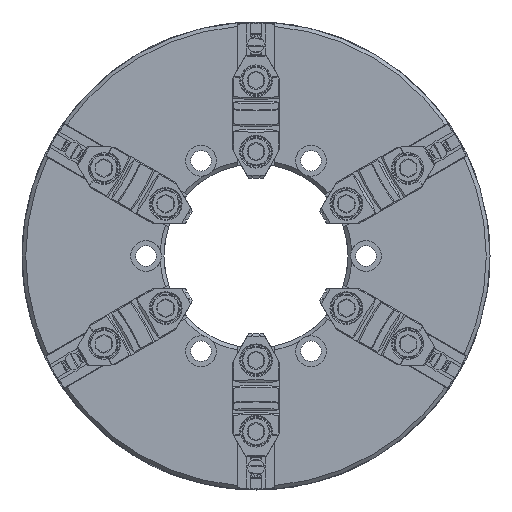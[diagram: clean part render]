
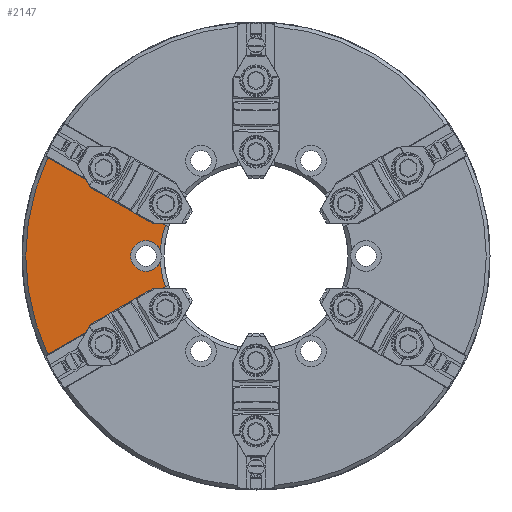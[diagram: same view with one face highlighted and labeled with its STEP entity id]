
A CAD part, front view. The second image highlights one B-rep face of the part: STEP entity #2147.
In plain terms, the highlighted planar face has unit normal (0, -1, 0).
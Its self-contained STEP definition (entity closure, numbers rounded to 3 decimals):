
#328 = DIRECTION ( 'NONE',  ( 0., 1., 0. ) ) ;
#599 = ORIENTED_EDGE ( 'NONE', *, *, #5968, .T. ) ;
#1509 = CARTESIAN_POINT ( 'NONE',  ( -164.408, 6.53, 516.5 ) ) ;
#1720 = CIRCLE ( 'NONE', #10834, 102.307 ) ;
#2131 = AXIS2_PLACEMENT_3D ( 'NONE', #13865, #3321, #6334 ) ;
#2147 = ADVANCED_FACE ( 'NONE', ( #12085 ), #9582, .F. ) ;
#2936 = CARTESIAN_POINT ( 'NONE',  ( -149.039, 6.53, 493.997 ) ) ;
#3321 = DIRECTION ( 'NONE',  ( 0., -1., 0. ) ) ;
#3340 = ORIENTED_EDGE ( 'NONE', *, *, #14633, .T. ) ;
#3777 = CARTESIAN_POINT ( 'NONE',  ( -46.908, 6.53, 500. ) ) ;
#3994 = EDGE_LOOP ( 'NONE', ( #6863, #7986, #15049, #8202, #3340, #26596, #599, #19937 ) ) ;
#4021 = DIRECTION ( 'NONE',  ( 0., 0., -1. ) ) ;
#4094 = VERTEX_POINT ( 'NONE', #32665 ) ;
#5865 = VERTEX_POINT ( 'NONE', #2936 ) ;
#5968 = EDGE_CURVE ( 'NONE', #22122, #14980, #32311, .T. ) ;
#6334 = DIRECTION ( 'NONE',  ( 0., 0., -1. ) ) ;
#6863 = ORIENTED_EDGE ( 'NONE', *, *, #10756, .T. ) ;
#7148 = CARTESIAN_POINT ( 'NONE',  ( -143.799, 6.53, 467.154 ) ) ;
#7354 = DIRECTION ( 'NONE',  ( 0., 0., -1. ) ) ;
#7986 = ORIENTED_EDGE ( 'NONE', *, *, #10437, .F. ) ;
#8035 = VECTOR ( 'NONE', #15485, 1000. ) ;
#8202 = ORIENTED_EDGE ( 'NONE', *, *, #26797, .F. ) ;
#8525 = VERTEX_POINT ( 'NONE', #17324 ) ;
#9033 = CARTESIAN_POINT ( 'NONE',  ( -46.908, 6.53, 500. ) ) ;
#9050 = CARTESIAN_POINT ( 'NONE',  ( -164.408, 6.53, 500. ) ) ;
#9416 = DIRECTION ( 'NONE',  ( 0., 0., 1. ) ) ;
#9582 = PLANE ( 'NONE',  #32913 ) ;
#9945 = EDGE_CURVE ( 'NONE', #22122, #8525, #22712, .T. ) ;
#10377 = VERTEX_POINT ( 'NONE', #1509 ) ;
#10437 = EDGE_CURVE ( 'NONE', #4094, #5865, #26781, .T. ) ;
#10523 = CARTESIAN_POINT ( 'NONE',  ( 238.846, 6.53, 688.074 ) ) ;
#10756 = EDGE_CURVE ( 'NONE', #28270, #5865, #18396, .T. ) ;
#10834 = AXIS2_PLACEMENT_3D ( 'NONE', #9033, #22272, #19757 ) ;
#11534 = VECTOR ( 'NONE', #21263, 1000. ) ;
#12085 = FACE_OUTER_BOUND ( 'NONE', #3994, .T. ) ;
#12647 = CIRCLE ( 'NONE', #31414, 16.5 ) ;
#13865 = CARTESIAN_POINT ( 'NONE',  ( -164.408, 6.53, 500. ) ) ;
#13978 = DIRECTION ( 'NONE',  ( 0., -1., 0. ) ) ;
#14633 = EDGE_CURVE ( 'NONE', #24784, #8525, #1720, .T. ) ;
#14980 = VERTEX_POINT ( 'NONE', #27404 ) ;
#15049 = ORIENTED_EDGE ( 'NONE', *, *, #17300, .F. ) ;
#15485 = DIRECTION ( 'NONE',  ( 0.866, 0., -0.5 ) ) ;
#15920 = DIRECTION ( 'NONE',  ( 0., 0., 1. ) ) ;
#16046 = LINE ( 'NONE', #10523, #11534 ) ;
#17300 = EDGE_CURVE ( 'NONE', #10377, #4094, #17799, .T. ) ;
#17324 = CARTESIAN_POINT ( 'NONE',  ( -143.799, 6.53, 532.846 ) ) ;
#17799 = CIRCLE ( 'NONE', #26380, 16.5 ) ;
#18313 = CARTESIAN_POINT ( 'NONE',  ( -149.039, 6.53, 506.003 ) ) ;
#18396 = CIRCLE ( 'NONE', #22680, 102.307 ) ;
#19193 = DIRECTION ( 'NONE',  ( 0., 0., 1. ) ) ;
#19757 = DIRECTION ( 'NONE',  ( 0., 0., 1. ) ) ;
#19813 = CARTESIAN_POINT ( 'NONE',  ( -145.215, 6.53, 500. ) ) ;
#19937 = ORIENTED_EDGE ( 'NONE', *, *, #25887, .F. ) ;
#20101 = DIRECTION ( 'NONE',  ( 0., -1., 0. ) ) ;
#21263 = DIRECTION ( 'NONE',  ( -0.866, 0., -0.5 ) ) ;
#21631 = AXIS2_PLACEMENT_3D ( 'NONE', #3777, #13978, #19193 ) ;
#22122 = VERTEX_POINT ( 'NONE', #23011 ) ;
#22272 = DIRECTION ( 'NONE',  ( 0., 1., 0. ) ) ;
#22680 = AXIS2_PLACEMENT_3D ( 'NONE', #23484, #328, #15920 ) ;
#22712 = LINE ( 'NONE', #32940, #8035 ) ;
#23011 = CARTESIAN_POINT ( 'NONE',  ( -269.245, 6.53, 605.272 ) ) ;
#23484 = CARTESIAN_POINT ( 'NONE',  ( -46.908, 6.53, 500. ) ) ;
#24784 = VERTEX_POINT ( 'NONE', #18313 ) ;
#25887 = EDGE_CURVE ( 'NONE', #28270, #14980, #16046, .T. ) ;
#26380 = AXIS2_PLACEMENT_3D ( 'NONE', #28139, #20101, #7354 ) ;
#26596 = ORIENTED_EDGE ( 'NONE', *, *, #9945, .F. ) ;
#26781 = CIRCLE ( 'NONE', #2131, 16.5 ) ;
#26797 = EDGE_CURVE ( 'NONE', #24784, #10377, #12647, .T. ) ;
#27404 = CARTESIAN_POINT ( 'NONE',  ( -269.245, 6.53, 394.728 ) ) ;
#28139 = CARTESIAN_POINT ( 'NONE',  ( -164.408, 6.53, 500. ) ) ;
#28270 = VERTEX_POINT ( 'NONE', #7148 ) ;
#29666 = DIRECTION ( 'NONE',  ( 0., -1., 0. ) ) ;
#31414 = AXIS2_PLACEMENT_3D ( 'NONE', #9050, #29666, #4021 ) ;
#32311 = CIRCLE ( 'NONE', #21631, 246. ) ;
#32386 = DIRECTION ( 'NONE',  ( 0., 1., 0. ) ) ;
#32665 = CARTESIAN_POINT ( 'NONE',  ( -164.408, 6.53, 483.5 ) ) ;
#32913 = AXIS2_PLACEMENT_3D ( 'NONE', #19813, #32386, #9416 ) ;
#32940 = CARTESIAN_POINT ( 'NONE',  ( 238.846, 6.53, 311.926 ) ) ;
